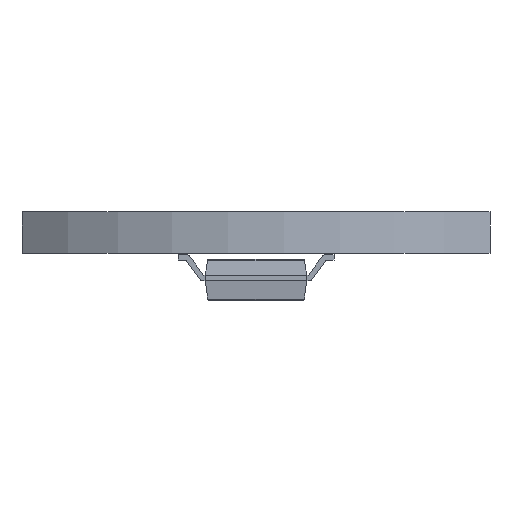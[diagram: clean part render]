
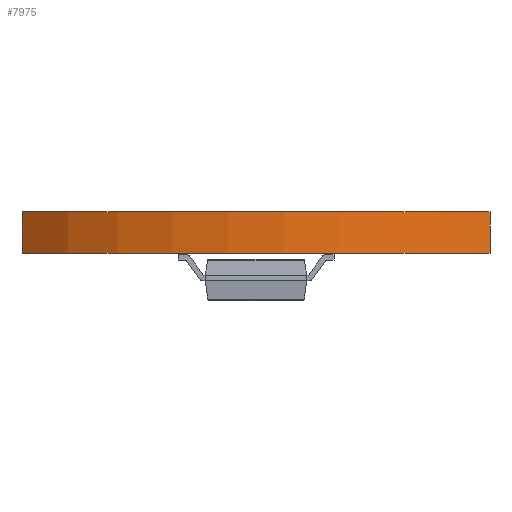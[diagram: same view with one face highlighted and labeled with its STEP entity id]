
A CAD part, front view. The second image highlights one B-rep face of the part: STEP entity #7975.
In plain terms, the highlighted cylindrical face has radius 13.829 mm (diameter 27.659 mm), a partial arc.
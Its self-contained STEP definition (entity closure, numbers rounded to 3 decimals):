
#7784 = PLANE('',#7785);
#7785 = AXIS2_PLACEMENT_3D('',#7786,#7787,#7788);
#7786 = CARTESIAN_POINT('',(9.,10.5,0.));
#7787 = DIRECTION('',(1.,0.,-0.));
#7788 = DIRECTION('',(0.,-1.,0.));
#7809 = VERTEX_POINT('',#7810);
#7810 = CARTESIAN_POINT('',(9.,-10.5,1.6));
#7824 = PLANE('',#7825);
#7825 = AXIS2_PLACEMENT_3D('',#7826,#7827,#7828);
#7826 = CARTESIAN_POINT('',(0.,0.,1.6));
#7827 = DIRECTION('',(-0.,-0.,-1.));
#7828 = DIRECTION('',(-1.,0.,0.));
#7836 = EDGE_CURVE('',#7837,#7809,#7839,.T.);
#7837 = VERTEX_POINT('',#7838);
#7838 = CARTESIAN_POINT('',(9.,-10.5,0.));
#7839 = SURFACE_CURVE('',#7840,(#7844,#7851),.PCURVE_S1.);
#7840 = LINE('',#7841,#7842);
#7841 = CARTESIAN_POINT('',(9.,-10.5,0.));
#7842 = VECTOR('',#7843,1.);
#7843 = DIRECTION('',(0.,0.,1.));
#7844 = PCURVE('',#7784,#7845);
#7845 = DEFINITIONAL_REPRESENTATION('',(#7846),#7850);
#7846 = LINE('',#7847,#7848);
#7847 = CARTESIAN_POINT('',(21.,0.));
#7848 = VECTOR('',#7849,1.);
#7849 = DIRECTION('',(0.,-1.));
#7850 = ( GEOMETRIC_REPRESENTATION_CONTEXT(2) 
PARAMETRIC_REPRESENTATION_CONTEXT() REPRESENTATION_CONTEXT('2D SPACE',''
  ) );
#7851 = PCURVE('',#7852,#7857);
#7852 = CYLINDRICAL_SURFACE('',#7853,13.829);
#7853 = AXIS2_PLACEMENT_3D('',#7854,#7855,#7856);
#7854 = CARTESIAN_POINT('',(0.,-0.,0.));
#7855 = DIRECTION('',(-0.,-0.,-1.));
#7856 = DIRECTION('',(1.,0.,-0.));
#7857 = DEFINITIONAL_REPRESENTATION('',(#7858),#7862);
#7858 = LINE('',#7859,#7860);
#7859 = CARTESIAN_POINT('',(-5.421,0.));
#7860 = VECTOR('',#7861,1.);
#7861 = DIRECTION('',(-0.,-1.));
#7862 = ( GEOMETRIC_REPRESENTATION_CONTEXT(2) 
PARAMETRIC_REPRESENTATION_CONTEXT() REPRESENTATION_CONTEXT('2D SPACE',''
  ) );
#7878 = PLANE('',#7879);
#7879 = AXIS2_PLACEMENT_3D('',#7880,#7881,#7882);
#7880 = CARTESIAN_POINT('',(0.,0.,0.));
#7881 = DIRECTION('',(-0.,-0.,-1.));
#7882 = DIRECTION('',(-1.,0.,0.));
#7938 = PLANE('',#7939);
#7939 = AXIS2_PLACEMENT_3D('',#7940,#7941,#7942);
#7940 = CARTESIAN_POINT('',(-9.,-10.5,0.));
#7941 = DIRECTION('',(-1.,0.,0.));
#7942 = DIRECTION('',(0.,1.,0.));
#7975 = ADVANCED_FACE('',(#7976),#7852,.T.);
#7976 = FACE_BOUND('',#7977,.F.);
#7977 = EDGE_LOOP('',(#7978,#8003,#8029,#8030));
#7978 = ORIENTED_EDGE('',*,*,#7979,.T.);
#7979 = EDGE_CURVE('',#7980,#7982,#7984,.T.);
#7980 = VERTEX_POINT('',#7981);
#7981 = CARTESIAN_POINT('',(-9.,-10.5,0.));
#7982 = VERTEX_POINT('',#7983);
#7983 = CARTESIAN_POINT('',(-9.,-10.5,1.6));
#7984 = SURFACE_CURVE('',#7985,(#7989,#7996),.PCURVE_S1.);
#7985 = LINE('',#7986,#7987);
#7986 = CARTESIAN_POINT('',(-9.,-10.5,0.));
#7987 = VECTOR('',#7988,1.);
#7988 = DIRECTION('',(0.,0.,1.));
#7989 = PCURVE('',#7852,#7990);
#7990 = DEFINITIONAL_REPRESENTATION('',(#7991),#7995);
#7991 = LINE('',#7992,#7993);
#7992 = CARTESIAN_POINT('',(-4.004,0.));
#7993 = VECTOR('',#7994,1.);
#7994 = DIRECTION('',(-0.,-1.));
#7995 = ( GEOMETRIC_REPRESENTATION_CONTEXT(2) 
PARAMETRIC_REPRESENTATION_CONTEXT() REPRESENTATION_CONTEXT('2D SPACE',''
  ) );
#7996 = PCURVE('',#7938,#7997);
#7997 = DEFINITIONAL_REPRESENTATION('',(#7998),#8002);
#7998 = LINE('',#7999,#8000);
#7999 = CARTESIAN_POINT('',(0.,0.));
#8000 = VECTOR('',#8001,1.);
#8001 = DIRECTION('',(0.,-1.));
#8002 = ( GEOMETRIC_REPRESENTATION_CONTEXT(2) 
PARAMETRIC_REPRESENTATION_CONTEXT() REPRESENTATION_CONTEXT('2D SPACE',''
  ) );
#8003 = ORIENTED_EDGE('',*,*,#8004,.T.);
#8004 = EDGE_CURVE('',#7982,#7809,#8005,.T.);
#8005 = SURFACE_CURVE('',#8006,(#8011,#8018),.PCURVE_S1.);
#8006 = CIRCLE('',#8007,13.829);
#8007 = AXIS2_PLACEMENT_3D('',#8008,#8009,#8010);
#8008 = CARTESIAN_POINT('',(0.,0.,1.6));
#8009 = DIRECTION('',(0.,0.,1.));
#8010 = DIRECTION('',(1.,0.,-0.));
#8011 = PCURVE('',#7852,#8012);
#8012 = DEFINITIONAL_REPRESENTATION('',(#8013),#8017);
#8013 = LINE('',#8014,#8015);
#8014 = CARTESIAN_POINT('',(-0.,-1.6));
#8015 = VECTOR('',#8016,1.);
#8016 = DIRECTION('',(-1.,0.));
#8017 = ( GEOMETRIC_REPRESENTATION_CONTEXT(2) 
PARAMETRIC_REPRESENTATION_CONTEXT() REPRESENTATION_CONTEXT('2D SPACE',''
  ) );
#8018 = PCURVE('',#7824,#8019);
#8019 = DEFINITIONAL_REPRESENTATION('',(#8020),#8028);
#8020 = ( BOUNDED_CURVE() B_SPLINE_CURVE(2,(#8021,#8022,#8023,#8024,
#8025,#8026,#8027),.UNSPECIFIED.,.T.,.F.) B_SPLINE_CURVE_WITH_KNOTS((1,2
    ,2,2,2,1),(-2.094,0.,2.094,4.189,
6.283,8.378),.UNSPECIFIED.) CURVE() 
GEOMETRIC_REPRESENTATION_ITEM() RATIONAL_B_SPLINE_CURVE((1.,0.5,1.,0.5,
1.,0.5,1.)) REPRESENTATION_ITEM('') );
#8021 = CARTESIAN_POINT('',(-13.829,0.));
#8022 = CARTESIAN_POINT('',(-13.829,23.953));
#8023 = CARTESIAN_POINT('',(6.915,11.977));
#8024 = CARTESIAN_POINT('',(27.659,0.));
#8025 = CARTESIAN_POINT('',(6.915,-11.977));
#8026 = CARTESIAN_POINT('',(-13.829,-23.953));
#8027 = CARTESIAN_POINT('',(-13.829,0.));
#8028 = ( GEOMETRIC_REPRESENTATION_CONTEXT(2) 
PARAMETRIC_REPRESENTATION_CONTEXT() REPRESENTATION_CONTEXT('2D SPACE',''
  ) );
#8029 = ORIENTED_EDGE('',*,*,#7836,.F.);
#8030 = ORIENTED_EDGE('',*,*,#8031,.F.);
#8031 = EDGE_CURVE('',#7980,#7837,#8032,.T.);
#8032 = SURFACE_CURVE('',#8033,(#8038,#8045),.PCURVE_S1.);
#8033 = CIRCLE('',#8034,13.829);
#8034 = AXIS2_PLACEMENT_3D('',#8035,#8036,#8037);
#8035 = CARTESIAN_POINT('',(0.,-0.,0.));
#8036 = DIRECTION('',(0.,0.,1.));
#8037 = DIRECTION('',(1.,0.,-0.));
#8038 = PCURVE('',#7852,#8039);
#8039 = DEFINITIONAL_REPRESENTATION('',(#8040),#8044);
#8040 = LINE('',#8041,#8042);
#8041 = CARTESIAN_POINT('',(-0.,0.));
#8042 = VECTOR('',#8043,1.);
#8043 = DIRECTION('',(-1.,0.));
#8044 = ( GEOMETRIC_REPRESENTATION_CONTEXT(2) 
PARAMETRIC_REPRESENTATION_CONTEXT() REPRESENTATION_CONTEXT('2D SPACE',''
  ) );
#8045 = PCURVE('',#7878,#8046);
#8046 = DEFINITIONAL_REPRESENTATION('',(#8047),#8055);
#8047 = ( BOUNDED_CURVE() B_SPLINE_CURVE(2,(#8048,#8049,#8050,#8051,
#8052,#8053,#8054),.UNSPECIFIED.,.T.,.F.) B_SPLINE_CURVE_WITH_KNOTS((1,2
    ,2,2,2,1),(-2.094,0.,2.094,4.189,
6.283,8.378),.UNSPECIFIED.) CURVE() 
GEOMETRIC_REPRESENTATION_ITEM() RATIONAL_B_SPLINE_CURVE((1.,0.5,1.,0.5,
1.,0.5,1.)) REPRESENTATION_ITEM('') );
#8048 = CARTESIAN_POINT('',(-13.829,0.));
#8049 = CARTESIAN_POINT('',(-13.829,23.953));
#8050 = CARTESIAN_POINT('',(6.915,11.977));
#8051 = CARTESIAN_POINT('',(27.659,0.));
#8052 = CARTESIAN_POINT('',(6.915,-11.977));
#8053 = CARTESIAN_POINT('',(-13.829,-23.953));
#8054 = CARTESIAN_POINT('',(-13.829,0.));
#8055 = ( GEOMETRIC_REPRESENTATION_CONTEXT(2) 
PARAMETRIC_REPRESENTATION_CONTEXT() REPRESENTATION_CONTEXT('2D SPACE',''
  ) );
